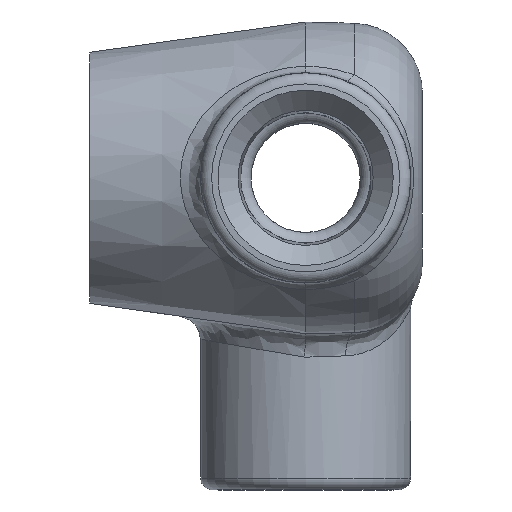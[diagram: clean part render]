
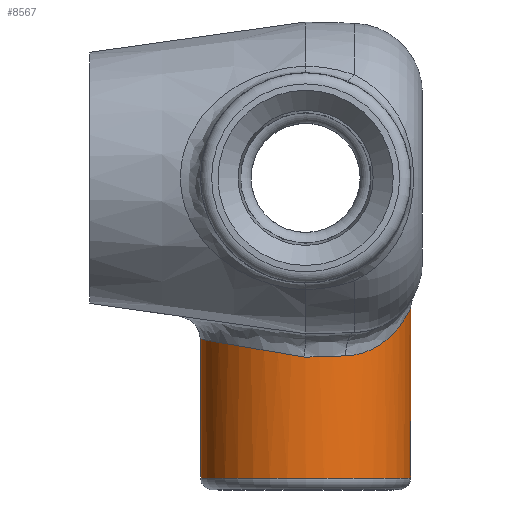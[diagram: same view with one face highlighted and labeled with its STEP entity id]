
A CAD part, left-side view. The second image highlights one B-rep face of the part: STEP entity #8567.
In plain terms, the highlighted cylindrical face has radius 14.287 mm (diameter 28.575 mm), a full revolution.
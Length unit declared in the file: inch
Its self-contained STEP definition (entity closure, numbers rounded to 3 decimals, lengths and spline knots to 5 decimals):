
#87=ELLIPSE('',#9090,0.56279,0.5625);
#88=ELLIPSE('',#9091,0.57074,0.5625);
#89=ELLIPSE('',#9092,0.56279,0.5625);
#90=ELLIPSE('',#9093,0.56279,0.5625);
#123=CYLINDRICAL_SURFACE('',#9089,0.5625);
#246=CIRCLE('',#9085,0.5625);
#247=CIRCLE('',#9086,0.5625);
#248=CIRCLE('',#9087,0.5625);
#582=B_SPLINE_CURVE_WITH_KNOTS('',3,(#15196,#15197,#15198,#15199,#15200,
#15201,#15202,#15203,#15204,#15205,#15206,#15207,#15208,#15209),
 .UNSPECIFIED.,.F.,.F.,(4,1,1,1,1,1,1,1,1,1,1,4),(-4.35394,-3.73195,
-3.10996,-2.79896,-2.48797,-2.07331,
-1.86598,-1.76231,-1.65864,-1.24398,
-0.62199,0.),.UNSPECIFIED.);
#1109=FACE_OUTER_BOUND('',#1611,.T.);
#1611=EDGE_LOOP('',(#7482,#7483,#7484,#7485,#7486,#7487,#7488,#7489,#7490,
#7491));
#2441=LINE('',#15211,#3238);
#3238=VECTOR('',#10854,0.5625);
#4029=VERTEX_POINT('',#15179);
#4030=VERTEX_POINT('',#15181);
#4031=VERTEX_POINT('',#15183);
#4032=VERTEX_POINT('',#15188);
#4033=VERTEX_POINT('',#15189);
#4034=VERTEX_POINT('',#15191);
#4035=VERTEX_POINT('',#15193);
#4036=VERTEX_POINT('',#15195);
#5217=EDGE_CURVE('',#4029,#4030,#246,.T.);
#5218=EDGE_CURVE('',#4030,#4031,#247,.T.);
#5219=EDGE_CURVE('',#4031,#4029,#248,.T.);
#5221=EDGE_CURVE('',#4032,#4033,#87,.T.);
#5222=EDGE_CURVE('',#4034,#4032,#88,.T.);
#5223=EDGE_CURVE('',#4035,#4034,#89,.T.);
#5224=EDGE_CURVE('',#4036,#4035,#582,.T.);
#5225=EDGE_CURVE('',#4033,#4036,#90,.T.);
#5226=EDGE_CURVE('',#4033,#4030,#2441,.T.);
#7482=ORIENTED_EDGE('',*,*,#5221,.F.);
#7483=ORIENTED_EDGE('',*,*,#5222,.F.);
#7484=ORIENTED_EDGE('',*,*,#5223,.F.);
#7485=ORIENTED_EDGE('',*,*,#5224,.F.);
#7486=ORIENTED_EDGE('',*,*,#5225,.F.);
#7487=ORIENTED_EDGE('',*,*,#5226,.T.);
#7488=ORIENTED_EDGE('',*,*,#5217,.F.);
#7489=ORIENTED_EDGE('',*,*,#5219,.F.);
#7490=ORIENTED_EDGE('',*,*,#5218,.F.);
#7491=ORIENTED_EDGE('',*,*,#5226,.F.);
#8567=ADVANCED_FACE('',(#1109),#123,.T.);
#9085=AXIS2_PLACEMENT_3D('',#15182,#10836,#10837);
#9086=AXIS2_PLACEMENT_3D('',#15184,#10838,#10839);
#9087=AXIS2_PLACEMENT_3D('',#15185,#10840,#10841);
#9089=AXIS2_PLACEMENT_3D('',#15187,#10844,#10845);
#9090=AXIS2_PLACEMENT_3D('',#15190,#10846,#10847);
#9091=AXIS2_PLACEMENT_3D('',#15192,#10848,#10849);
#9092=AXIS2_PLACEMENT_3D('',#15194,#10850,#10851);
#9093=AXIS2_PLACEMENT_3D('',#15210,#10852,#10853);
#10836=DIRECTION('center_axis',(0.,0.,-1.));
#10837=DIRECTION('ref_axis',(0.,-1.,0.));
#10838=DIRECTION('center_axis',(0.,0.,-1.));
#10839=DIRECTION('ref_axis',(0.,-1.,0.));
#10840=DIRECTION('center_axis',(0.,0.,-1.));
#10841=DIRECTION('ref_axis',(0.,-1.,0.));
#10844=DIRECTION('center_axis',(0.,0.,1.));
#10845=DIRECTION('ref_axis',(1.,0.,0.));
#10846=DIRECTION('center_axis',(0.,0.032,
0.999));
#10847=DIRECTION('ref_axis',(0.,-0.999,0.032));
#10848=DIRECTION('center_axis',(0.,-0.169,
0.986));
#10849=DIRECTION('ref_axis',(0.,0.986,0.169));
#10850=DIRECTION('center_axis',(0.,0.032,
0.999));
#10851=DIRECTION('ref_axis',(0.,-0.999,0.032));
#10852=DIRECTION('center_axis',(0.,0.032,
0.999));
#10853=DIRECTION('ref_axis',(0.,-0.999,0.032));
#10854=DIRECTION('',(0.,0.,-1.));
#15179=CARTESIAN_POINT('',(0.5625,-1.15625,-1.60631));
#15181=CARTESIAN_POINT('',(-0.5625,-1.15625,-1.60631));
#15182=CARTESIAN_POINT('Origin',(0.,-1.15625,-1.60631));
#15183=CARTESIAN_POINT('',(0.,-0.59375,-1.60631));
#15184=CARTESIAN_POINT('Origin',(0.,-1.15625,-1.60631));
#15185=CARTESIAN_POINT('Origin',(0.,-1.15625,-1.60631));
#15187=CARTESIAN_POINT('Origin',(0.,-1.15625,-1.66562));
#15188=CARTESIAN_POINT('',(-0.56247,-1.15043,-0.9596));
#15189=CARTESIAN_POINT('',(-0.5625,-1.15625,-0.95942));
#15190=CARTESIAN_POINT('Origin',(0.,-1.15625,-0.95942));
#15191=CARTESIAN_POINT('',(0.56247,-1.15043,-0.9596));
#15192=CARTESIAN_POINT('Origin',(0.,-1.15625,-0.9606));
#15193=CARTESIAN_POINT('',(0.51968,-1.3715,-0.95253));
#15194=CARTESIAN_POINT('Origin',(0.,-1.15625,-0.95942));
#15195=CARTESIAN_POINT('',(-0.51968,-1.3715,-0.95253));
#15196=CARTESIAN_POINT('Ctrl Pts',(-0.51968,-1.3715,
-0.95253));
#15197=CARTESIAN_POINT('Ctrl Pts',(-0.49413,-1.43319,
-0.95055));
#15198=CARTESIAN_POINT('Ctrl Pts',(-0.42118,-1.54495,
-0.9127));
#15199=CARTESIAN_POINT('Ctrl Pts',(-0.2999,-1.63861,
-0.82525));
#15200=CARTESIAN_POINT('Ctrl Pts',(-0.19004,-1.68826,
-0.75477));
#15201=CARTESIAN_POINT('Ctrl Pts',(-0.08989,-1.7154,
-0.70338));
#15202=CARTESIAN_POINT('Ctrl Pts',(0.01163,-1.72183,
-0.68763));
#15203=CARTESIAN_POINT('Ctrl Pts',(0.08808,-1.71251,
-0.70846));
#15204=CARTESIAN_POINT('Ctrl Pts',(0.1295,-1.70394,
-0.72506));
#15205=CARTESIAN_POINT('Ctrl Pts',(0.18983,-1.68786,
-0.75442));
#15206=CARTESIAN_POINT('Ctrl Pts',(0.29186,-1.64481,
-0.81974));
#15207=CARTESIAN_POINT('Ctrl Pts',(0.4211,-1.54497,
-0.91253));
#15208=CARTESIAN_POINT('Ctrl Pts',(0.49413,-1.43319,
-0.95055));
#15209=CARTESIAN_POINT('Ctrl Pts',(0.51968,-1.3715,
-0.95253));
#15210=CARTESIAN_POINT('Origin',(0.,-1.15625,-0.95942));
#15211=CARTESIAN_POINT('',(-0.5625,-1.15625,-1.66562));
